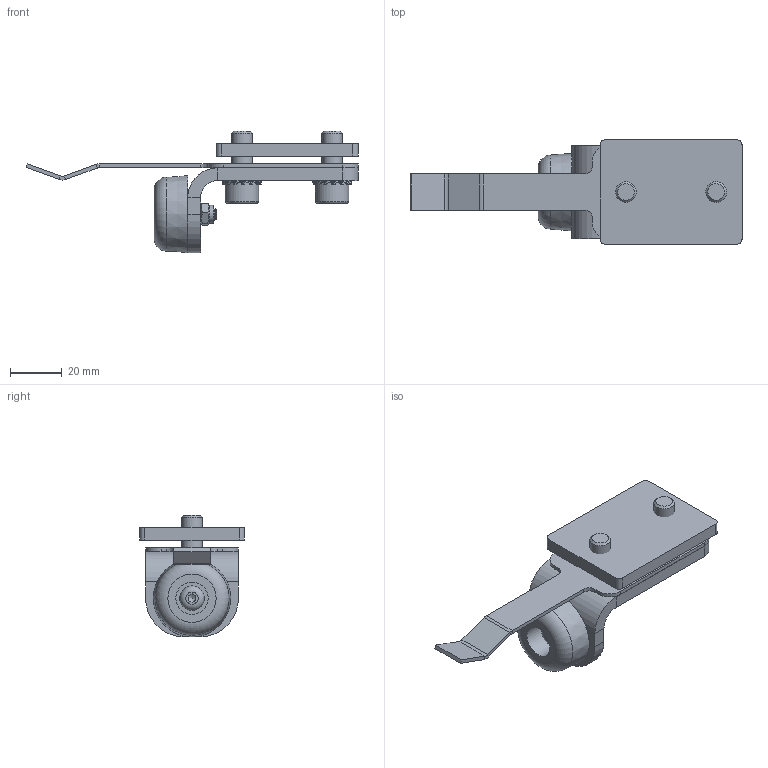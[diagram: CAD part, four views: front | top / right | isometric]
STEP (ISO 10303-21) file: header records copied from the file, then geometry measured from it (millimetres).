
FILE_DESCRIPTION(/* description */ ('Butée simple'),/* implementation_level */ '2;1');
FILE_NAME(/* name */ '11242.stp',/* time_stamp */ '2025-01-21T10:02:57+01:00',/* author */ ('Didierr'),/* organization */ (''),/* preprocessor_version */ 'ST-DEVELOPER v18.1',/* originating_system */ 'Autodesk Inventor 2021',/* authorisation */ '');
FILE_SCHEMA (('CONFIG_CONTROL_DESIGN'));
Length unit declared in the file: millimetre
Products named in the file (9): 26166; 26167; 15546; 04535; 26164; 26168P; 06107; 09074; 09143
Assembly tree (10 placements, depth 2):
  26166
    26167
    15546
    04535  x2
    26164
    26168P
    06107
    09074  x2
    09143
Bounding box: 128.68 x 40.5 x 47.2 mm (x, y, z)
Volume: 41810.8 mm3; surface area: 26022.4 mm2
Topology: 10 solids, 10 shells, 1756 faces, 5168 edges, 3436 vertices
Faces by surface type: cylinder 1597, plane 140, cone 11, torus 6, bspline 2
Full cylindrical faces by diameter (mm): 4.134 x1, 5 x6, 5.5 x1, 6.5 x1, 6.647 x2, 6.88 x1, 8 x2, 8.2 x2, 8.4 x2, 8.5 x2, 9.5 x1, 12.5 x1, 13 x2
Entity records: 41884 total; most frequent: CARTESIAN_POINT 20787, ORIENTED_EDGE 5466, EDGE_CURVE 2733, DIRECTION 2698, B_SPLINE_CURVE_WITH_KNOTS 2185, VERTEX_POINT 1814, AXIS2_PLACEMENT_3D 1219, EDGE_LOOP 965
